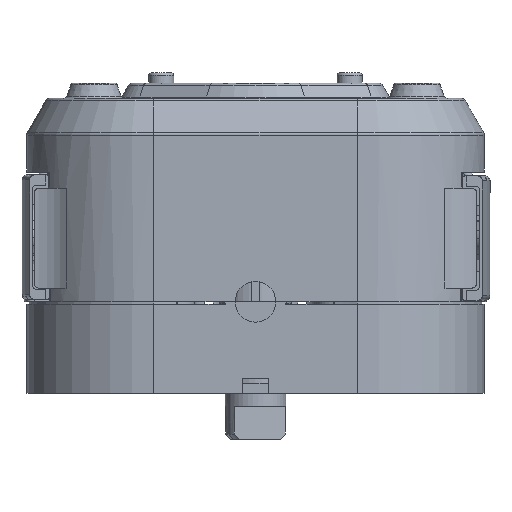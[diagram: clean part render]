
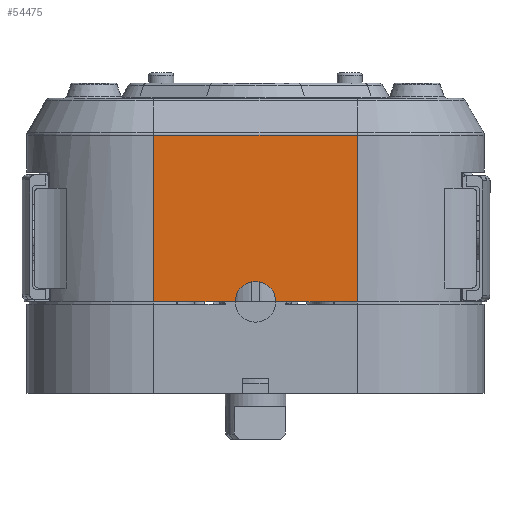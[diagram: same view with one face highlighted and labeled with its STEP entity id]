
A CAD part, front view. The second image highlights one B-rep face of the part: STEP entity #54475.
In plain terms, the highlighted planar face has unit normal (0, -1, 0).
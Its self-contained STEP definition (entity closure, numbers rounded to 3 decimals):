
#1735 = LINE ( 'NONE', #46562, #34985 ) ;
#3025 = CARTESIAN_POINT ( 'NONE',  ( -20., -53., 58. ) ) ;
#3392 = ORIENTED_EDGE ( 'NONE', *, *, #4440, .F. ) ;
#3538 = LINE ( 'NONE', #3025, #26601 ) ;
#4049 = CARTESIAN_POINT ( 'NONE',  ( -45., -53., 58. ) ) ;
#4440 = EDGE_CURVE ( 'NONE', #13898, #7258, #1735, .T. ) ;
#7258 = VERTEX_POINT ( 'NONE', #10277 ) ;
#8410 = DIRECTION ( 'NONE',  ( -1., 0., 0. ) ) ;
#10277 = CARTESIAN_POINT ( 'NONE',  ( 4., -53., 18. ) ) ;
#11490 = CARTESIAN_POINT ( 'NONE',  ( 20., -53., 58. ) ) ;
#12378 = DIRECTION ( 'NONE',  ( 0., -1., 0. ) ) ;
#13898 = VERTEX_POINT ( 'NONE', #52974 ) ;
#14332 = EDGE_CURVE ( 'NONE', #41758, #38866, #29406, .T. ) ;
#15362 = LINE ( 'NONE', #23955, #48624 ) ;
#15441 = ORIENTED_EDGE ( 'NONE', *, *, #22558, .F. ) ;
#16215 = DIRECTION ( 'NONE',  ( -1., 0., 0. ) ) ;
#17486 = ORIENTED_EDGE ( 'NONE', *, *, #46386, .F. ) ;
#22558 = EDGE_CURVE ( 'NONE', #43289, #38866, #3538, .T. ) ;
#23319 = ORIENTED_EDGE ( 'NONE', *, *, #41056, .T. ) ;
#23955 = CARTESIAN_POINT ( 'NONE',  ( -45., -53., 18. ) ) ;
#25026 = EDGE_CURVE ( 'NONE', #7258, #33165, #28412, .T. ) ;
#25977 = ORIENTED_EDGE ( 'NONE', *, *, #25026, .F. ) ;
#26601 = VECTOR ( 'NONE', #28821, 1000. ) ;
#28188 = VECTOR ( 'NONE', #41840, 1000. ) ;
#28322 = DIRECTION ( 'NONE',  ( -1., 0., 0. ) ) ;
#28412 = CIRCLE ( 'NONE', #33394, 4. ) ;
#28821 = DIRECTION ( 'NONE',  ( 0., 0., 1. ) ) ;
#29406 = LINE ( 'NONE', #29542, #51178 ) ;
#29542 = CARTESIAN_POINT ( 'NONE',  ( -20., -53., 50.732 ) ) ;
#29953 = EDGE_LOOP ( 'NONE', ( #17486, #25977, #3392, #23319, #33146, #15441 ) ) ;
#31221 = AXIS2_PLACEMENT_3D ( 'NONE', #4049, #34360, #8410 ) ;
#33146 = ORIENTED_EDGE ( 'NONE', *, *, #14332, .T. ) ;
#33165 = VERTEX_POINT ( 'NONE', #53884 ) ;
#33394 = AXIS2_PLACEMENT_3D ( 'NONE', #38355, #12378, #42731 ) ;
#33893 = DIRECTION ( 'NONE',  ( -1., 0., 0. ) ) ;
#34360 = DIRECTION ( 'NONE',  ( 0., 1., 0. ) ) ;
#34985 = VECTOR ( 'NONE', #16215, 1000. ) ;
#35587 = CARTESIAN_POINT ( 'NONE',  ( -20., -53., 18. ) ) ;
#37219 = CARTESIAN_POINT ( 'NONE',  ( -20., -53., 50.732 ) ) ;
#38355 = CARTESIAN_POINT ( 'NONE',  ( 0., -53., 18. ) ) ;
#38560 = PLANE ( 'NONE',  #31221 ) ;
#38866 = VERTEX_POINT ( 'NONE', #37219 ) ;
#39726 = LINE ( 'NONE', #11490, #28188 ) ;
#41056 = EDGE_CURVE ( 'NONE', #13898, #41758, #39726, .T. ) ;
#41605 = FACE_OUTER_BOUND ( 'NONE', #29953, .T. ) ;
#41758 = VERTEX_POINT ( 'NONE', #51442 ) ;
#41840 = DIRECTION ( 'NONE',  ( 0., 0., 1. ) ) ;
#42731 = DIRECTION ( 'NONE',  ( 1., 0., 0. ) ) ;
#43289 = VERTEX_POINT ( 'NONE', #35587 ) ;
#46386 = EDGE_CURVE ( 'NONE', #33165, #43289, #15362, .T. ) ;
#46562 = CARTESIAN_POINT ( 'NONE',  ( -45., -53., 18. ) ) ;
#48624 = VECTOR ( 'NONE', #28322, 1000. ) ;
#51178 = VECTOR ( 'NONE', #33893, 1000. ) ;
#51442 = CARTESIAN_POINT ( 'NONE',  ( 20., -53., 50.732 ) ) ;
#52974 = CARTESIAN_POINT ( 'NONE',  ( 20., -53., 18. ) ) ;
#53884 = CARTESIAN_POINT ( 'NONE',  ( -4., -53., 18. ) ) ;
#54475 = ADVANCED_FACE ( 'NONE', ( #41605 ), #38560, .F. ) ;
